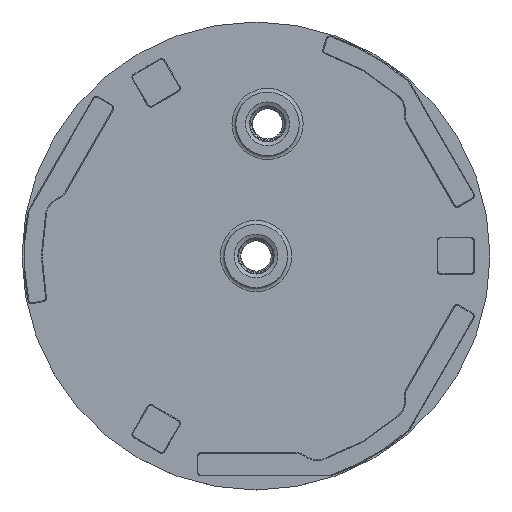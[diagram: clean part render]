
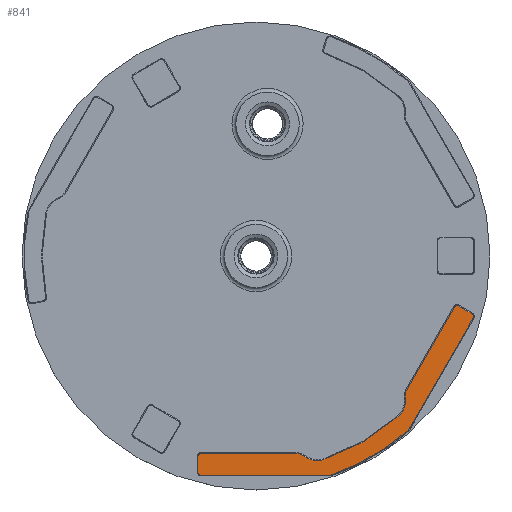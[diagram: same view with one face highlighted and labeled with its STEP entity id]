
A CAD part, top view. The second image highlights one B-rep face of the part: STEP entity #841.
In plain terms, the highlighted planar face has unit normal (0, 0, 1).
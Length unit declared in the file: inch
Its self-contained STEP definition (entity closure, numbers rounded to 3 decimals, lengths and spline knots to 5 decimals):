
#370=PLANE('',#5061);
#841=ADVANCED_FACE('',(#1147),#370,.T.);
#1147=FACE_OUTER_BOUND('',#1526,.T.);
#1526=EDGE_LOOP('',(#2704,#2705,#2706,#2707,#2708,#2709,#2710,#2711,#2712,
#2713,#2714,#2715,#2716,#2717,#2718,#2719,#2720,#2721,#2722,#2723));
#1810=CIRCLE('',#5049,0.04);
#1811=CIRCLE('',#5050,2.968);
#1812=CIRCLE('',#5051,0.04);
#1813=CIRCLE('',#5052,0.04);
#1814=CIRCLE('',#5053,0.04);
#1815=CIRCLE('',#5054,0.19);
#1816=CIRCLE('',#5055,0.26);
#1817=CIRCLE('',#5056,0.51);
#1818=CIRCLE('',#5057,0.26);
#1819=CIRCLE('',#5058,0.19);
#1820=CIRCLE('',#5059,0.04);
#1821=CIRCLE('',#5060,0.04);
#2704=ORIENTED_EDGE('',*,*,#4014,.T.);
#2705=ORIENTED_EDGE('',*,*,#4015,.T.);
#2706=ORIENTED_EDGE('',*,*,#4016,.T.);
#2707=ORIENTED_EDGE('',*,*,#4017,.T.);
#2708=ORIENTED_EDGE('',*,*,#4018,.T.);
#2709=ORIENTED_EDGE('',*,*,#4019,.T.);
#2710=ORIENTED_EDGE('',*,*,#4020,.T.);
#2711=ORIENTED_EDGE('',*,*,#4021,.T.);
#2712=ORIENTED_EDGE('',*,*,#4022,.T.);
#2713=ORIENTED_EDGE('',*,*,#4023,.T.);
#2714=ORIENTED_EDGE('',*,*,#4024,.T.);
#2715=ORIENTED_EDGE('',*,*,#4025,.T.);
#2716=ORIENTED_EDGE('',*,*,#4026,.T.);
#2717=ORIENTED_EDGE('',*,*,#4027,.T.);
#2718=ORIENTED_EDGE('',*,*,#4028,.T.);
#2719=ORIENTED_EDGE('',*,*,#4029,.T.);
#2720=ORIENTED_EDGE('',*,*,#4030,.T.);
#2721=ORIENTED_EDGE('',*,*,#4031,.T.);
#2722=ORIENTED_EDGE('',*,*,#4032,.T.);
#2723=ORIENTED_EDGE('',*,*,#4033,.T.);
#3472=VERTEX_POINT('',#32803);
#3473=VERTEX_POINT('',#32804);
#3474=VERTEX_POINT('',#32806);
#3475=VERTEX_POINT('',#32808);
#3476=VERTEX_POINT('',#32810);
#3477=VERTEX_POINT('',#32812);
#3478=VERTEX_POINT('',#32814);
#3479=VERTEX_POINT('',#32816);
#3480=VERTEX_POINT('',#32818);
#3481=VERTEX_POINT('',#32820);
#3482=VERTEX_POINT('',#32822);
#3483=VERTEX_POINT('',#32824);
#3484=VERTEX_POINT('',#32826);
#3485=VERTEX_POINT('',#32828);
#3486=VERTEX_POINT('',#32830);
#3487=VERTEX_POINT('',#32832);
#3488=VERTEX_POINT('',#32834);
#3489=VERTEX_POINT('',#32836);
#3490=VERTEX_POINT('',#32838);
#3491=VERTEX_POINT('',#32840);
#4014=EDGE_CURVE('',#3472,#3473,#1810,.T.);
#4015=EDGE_CURVE('',#3473,#3474,#1811,.T.);
#4016=EDGE_CURVE('',#3474,#3475,#1812,.T.);
#4017=EDGE_CURVE('',#3475,#3476,#4343,.T.);
#4018=EDGE_CURVE('',#3476,#3477,#1813,.T.);
#4019=EDGE_CURVE('',#3477,#3478,#4344,.T.);
#4020=EDGE_CURVE('',#3478,#3479,#1814,.T.);
#4021=EDGE_CURVE('',#3479,#3480,#4345,.T.);
#4022=EDGE_CURVE('',#3480,#3481,#1815,.T.);
#4023=EDGE_CURVE('',#3481,#3482,#1816,.T.);
#4024=EDGE_CURVE('',#3482,#3483,#4346,.T.);
#4025=EDGE_CURVE('',#3483,#3484,#1817,.T.);
#4026=EDGE_CURVE('',#3484,#3485,#4347,.T.);
#4027=EDGE_CURVE('',#3485,#3486,#1818,.T.);
#4028=EDGE_CURVE('',#3486,#3487,#1819,.T.);
#4029=EDGE_CURVE('',#3487,#3488,#4348,.T.);
#4030=EDGE_CURVE('',#3488,#3489,#1820,.T.);
#4031=EDGE_CURVE('',#3489,#3490,#4349,.T.);
#4032=EDGE_CURVE('',#3490,#3491,#1821,.T.);
#4033=EDGE_CURVE('',#3491,#3472,#4350,.T.);
#4343=LINE('',#32809,#4615);
#4344=LINE('',#32813,#4616);
#4345=LINE('',#32817,#4617);
#4346=LINE('',#32823,#4618);
#4347=LINE('',#32827,#4619);
#4348=LINE('',#32833,#4620);
#4349=LINE('',#32837,#4621);
#4350=LINE('',#32841,#4622);
#4615=VECTOR('',#6025,1.);
#4616=VECTOR('',#6028,1.);
#4617=VECTOR('',#6031,1.);
#4618=VECTOR('',#6036,1.);
#4619=VECTOR('',#6039,1.);
#4620=VECTOR('',#6044,1.);
#4621=VECTOR('',#6047,1.);
#4622=VECTOR('',#6050,1.);
#5049=AXIS2_PLACEMENT_3D('',#32802,#6019,#6020);
#5050=AXIS2_PLACEMENT_3D('',#32805,#6021,#6022);
#5051=AXIS2_PLACEMENT_3D('',#32807,#6023,#6024);
#5052=AXIS2_PLACEMENT_3D('',#32811,#6026,#6027);
#5053=AXIS2_PLACEMENT_3D('',#32815,#6029,#6030);
#5054=AXIS2_PLACEMENT_3D('',#32819,#6032,#6033);
#5055=AXIS2_PLACEMENT_3D('',#32821,#6034,#6035);
#5056=AXIS2_PLACEMENT_3D('',#32825,#6037,#6038);
#5057=AXIS2_PLACEMENT_3D('',#32829,#6040,#6041);
#5058=AXIS2_PLACEMENT_3D('',#32831,#6042,#6043);
#5059=AXIS2_PLACEMENT_3D('',#32835,#6045,#6046);
#5060=AXIS2_PLACEMENT_3D('',#32839,#6048,#6049);
#5061=AXIS2_PLACEMENT_3D('',#32842,#6051,#6052);
#6019=DIRECTION('',(0.,0.,1.));
#6020=DIRECTION('',(1.,0.,0.));
#6021=DIRECTION('',(0.,0.,1.));
#6022=DIRECTION('',(1.,0.,0.));
#6023=DIRECTION('',(0.,0.,1.));
#6024=DIRECTION('',(1.,0.,0.));
#6025=DIRECTION('',(0.5,0.866,0.));
#6026=DIRECTION('',(0.,0.,1.));
#6027=DIRECTION('',(1.,0.,0.));
#6028=DIRECTION('',(-0.866,0.5,0.));
#6029=DIRECTION('',(0.,0.,1.));
#6030=DIRECTION('',(1.,0.,0.));
#6031=DIRECTION('',(-0.5,-0.866,0.));
#6032=DIRECTION('',(0.,0.,1.));
#6033=DIRECTION('',(1.,0.,0.));
#6034=DIRECTION('',(0.,0.,-1.));
#6035=DIRECTION('',(1.,0.,0.));
#6036=DIRECTION('',(-0.809,-0.588,0.));
#6037=DIRECTION('',(0.,0.,-1.));
#6038=DIRECTION('',(1.,0.,0.));
#6039=DIRECTION('',(-0.914,-0.406,0.));
#6040=DIRECTION('',(0.,0.,-1.));
#6041=DIRECTION('',(1.,0.,0.));
#6042=DIRECTION('',(0.,0.,1.));
#6043=DIRECTION('',(1.,0.,0.));
#6044=DIRECTION('',(-1.,0.,0.));
#6045=DIRECTION('',(0.,0.,1.));
#6046=DIRECTION('',(1.,0.,0.));
#6047=DIRECTION('',(0.,-1.,0.));
#6048=DIRECTION('',(0.,0.,1.));
#6049=DIRECTION('',(1.,0.,0.));
#6050=DIRECTION('',(1.,0.,0.));
#6051=DIRECTION('',(0.,0.,1.));
#6052=DIRECTION('',(1.,0.,0.));
#32802=CARTESIAN_POINT('',(0.94875,-2.77003,34.49354));
#32803=CARTESIAN_POINT('',(0.94875,-2.81003,34.49354));
#32804=CARTESIAN_POINT('',(0.96171,-2.80787,34.49354));
#32805=CARTESIAN_POINT('',(0.,0.,
34.49354));
#32806=CARTESIAN_POINT('',(1.95083,-2.2368,34.49354));
#32807=CARTESIAN_POINT('',(1.92454,-2.20665,34.49354));
#32808=CARTESIAN_POINT('',(1.95918,-2.22665,34.49354));
#32809=CARTESIAN_POINT('',(1.51798,-2.99084,34.49354));
#32810=CARTESIAN_POINT('',(2.78575,-0.795,34.49354));
#32811=CARTESIAN_POINT('',(2.75111,-0.775,34.49354));
#32812=CARTESIAN_POINT('',(2.77111,-0.74036,34.49354));
#32813=CARTESIAN_POINT('',(2.19361,-0.40694,34.49354));
#32814=CARTESIAN_POINT('',(2.5979,-0.64036,34.49354));
#32815=CARTESIAN_POINT('',(2.5779,-0.675,34.49354));
#32816=CARTESIAN_POINT('',(2.54326,-0.655,34.49354));
#32817=CARTESIAN_POINT('',(1.27549,-2.85084,34.49354));
#32818=CARTESIAN_POINT('',(1.93621,-1.70644,34.49354));
#32819=CARTESIAN_POINT('',(2.10076,-1.80144,34.49354));
#32820=CARTESIAN_POINT('',(1.91241,-1.82642,34.49354));
#32821=CARTESIAN_POINT('',(1.65467,-1.8606,34.49354));
#32822=CARTESIAN_POINT('',(1.80762,-2.07085,34.49354));
#32823=CARTESIAN_POINT('',(1.42024,-2.35267,34.49354));
#32824=CARTESIAN_POINT('',(1.42024,-2.35267,34.49354));
#32825=CARTESIAN_POINT('',(1.12021,-1.94026,34.49354));
#32826=CARTESIAN_POINT('',(1.32735,-2.4063,34.49354));
#32827=CARTESIAN_POINT('',(0.8896,-2.60087,34.49354));
#32828=CARTESIAN_POINT('',(0.8896,-2.60087,34.49354));
#32829=CARTESIAN_POINT('',(0.784,-2.36328,34.49354));
#32830=CARTESIAN_POINT('',(0.62552,-2.5694,34.49354));
#32831=CARTESIAN_POINT('',(0.50971,-2.72003,34.49354));
#32832=CARTESIAN_POINT('',(0.50971,-2.53003,34.49354));
#32833=CARTESIAN_POINT('',(0.90584,-2.53003,34.49354));
#32834=CARTESIAN_POINT('',(-0.70438,-2.53003,34.49354));
#32835=CARTESIAN_POINT('',(-0.70438,-2.57003,34.49354));
#32836=CARTESIAN_POINT('',(-0.74438,-2.57003,34.49354));
#32837=CARTESIAN_POINT('',(-0.74438,-2.63742,34.49354));
#32838=CARTESIAN_POINT('',(-0.74438,-2.77003,34.49354));
#32839=CARTESIAN_POINT('',(-0.70438,-2.77003,34.49354));
#32840=CARTESIAN_POINT('',(-0.70438,-2.81003,34.49354));
#32841=CARTESIAN_POINT('',(0.90584,-2.81003,34.49354));
#32842=CARTESIAN_POINT('',(0.90584,-2.63742,34.49354));
